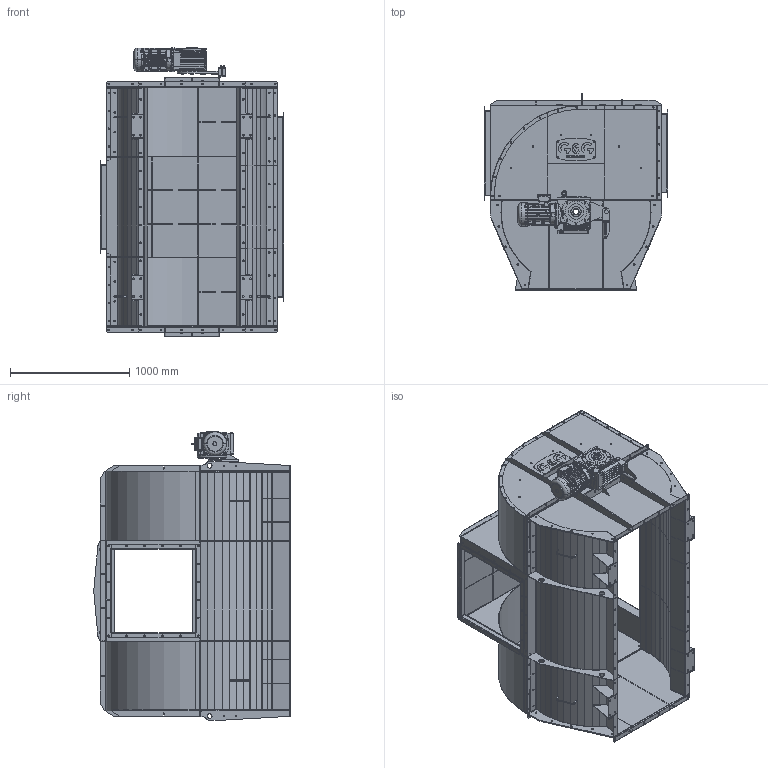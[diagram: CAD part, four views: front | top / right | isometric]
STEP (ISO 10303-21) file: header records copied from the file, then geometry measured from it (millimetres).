
FILE_DESCRIPTION (( 'STEP AP203' ), '1' );
FILE_NAME ('RS0013.STEP', '2023-11-23T15:49:21', ( '' ), ( '' ), 'SwSTEP 2.0', 'SolidWorks 2022', '' );
FILE_SCHEMA (( 'CONFIG_CONTROL_DESIGN' ));
Length unit declared in the file: millimetre
Products named in the file (51): RS-S152-03 - STRIP_Výchozí; SK32100AZD-100LPTF (1)_Výchozí; RS-S146-08 - COVER-MIRR_Výchozí; RS-S042-02 FLANGE_Výchozí; RU-D001-93 - PLACKA LOGO XM_NEREZ; RS-S146-10 - STRIP_Výchozí; RS-S148-03 - STRIP_Výchozí; PIN TIGHT - PT_14h9 x 9 L140 (D44-D49,9); RS-S040-02 REINFORCEMENT_Výchozí; RS-S148-01 - COVER_Výchozí; RS-S149-01 - COVER_Výchozí; CV-S004-02 - HANDLE RO_Výchozí; RS-S146-00 - WLDM COVER; SK32100AZD-100LPTF_Výchozí; RS-S040-03 BEARING SUPPORT_Výchozí; RS-S152-01 - SIDE_Výchozí; RS-S149-00 - WLDM SIDE COVER_Výchozí; RS-S148-04 - STRIP_Výchozí; RS-S151-01 - SIDE_Výchozí; RS-S147-03 - COVER_Výchozí; RS-M002-14 - ASSY COVER; SK32100AZD-100LPTF (2)_Výchozí; RS-S147-00 - WLDM COVER; RS-S040-05 REINFORCEMENT_Výchozí; RS-S146-01 - COVER_Výchozí; RS-S148-00 - WLDM SIDE COVER_Výchozí; RS-S146-12 - STRIP_Výchozí; RS-S146-02 - COVER_Výchozí; RS-S146-13 - STRIP_Výchozí; RS-S146-09 - STRIP_Výchozí; RSGG-125-20_Výchozí; BOLT JOINT - B+W-W+N_M16x70-X40-W; RS-S040-01 FRONT_Výchozí; RS-S103-00 - WLDM ANCHOR 125_Výchozí; RS-S152-00 - WLDM SIDE; RS-S146-05 - FLANGE_Výchozí; RS-S103-02 - STRIP_Výchozí; RS-S103-01 - ANGLE_Výchozí; RS-S146-04 - COVER_Výchozí; RS-S147-10 - FLANGE_Výchozí ...
Assembly tree (83 placements, depth 5):
  RS0013
    RSGG-125-20_Výchozí
      RS-S152-00 - WLDM SIDE
        RS-S152-01 - SIDE_Výchozí
        RS-S042-02 FLANGE_Výchozí  x2
        CV-S004-02 - HANDLE RO_Výchozí  x2
        RS-S152-03 - STRIP_Výchozí  x4
        RS-S152-04 - SUPPORT_Výchozí  x2
      RS-S151-00 - WLDM SIDE
        RS-S151-01 - SIDE_Výchozí
        RS-S042-02 FLANGE_Výchozí  x2
        CV-S004-02 - HANDLE RO_Výchozí  x2
        RS-S152-03 - STRIP_Výchozí  x4
        RS-S152-04 - SUPPORT_Výchozí  x2
      RS-S040-00 WLDM FRONT  x2
        RS-S040-01 FRONT_Výchozí
        RS-S040-02 REINFORCEMENT_Výchozí
        RS-S040-03 BEARING SUPPORT_Výchozí
        RS-S040-05 REINFORCEMENT_Výchozí
        NUT WELD - NW_M8
      RS-M002-14 - ASSY COVER
        RS-S146-00 - WLDM COVER
          RS-S146-01 - COVER_Výchozí
          RS-S146-02 - COVER_Výchozí  x2
          RS-S146-03 - FLANGE_Výchozí  x2
          RS-S146-04 - COVER_Výchozí
          RS-S146-05 - FLANGE_Výchozí  x2
          RS-S146-06 - FLANGE_Výchozí  x2
          RS-S146-08 - COVER-MIRR_Výchozí
          RS-S146-09 - STRIP_Výchozí
          RS-S146-12 - STRIP_Výchozí
          RS-S146-10 - STRIP_Výchozí  x4
          RS-S146-11 - STRIP_Výchozí
          RS-S146-13 - STRIP_Výchozí  x2
        RS-S147-00 - WLDM COVER
          RS-S147-03 - COVER_Výchozí
          RS-S147-10 - FLANGE_Výchozí  x2
          RS-S147-11 - FLANGE_Výchozí  x2
        RS-S148-00 - WLDM SIDE COVER_Výchozí
          RS-S148-01 - COVER_Výchozí
          RS-S148-02 - STRIP_Výchozí
          RS-S148-03 - STRIP_Výchozí
          RS-S148-04 - STRIP_Výchozí
        RS-S149-00 - WLDM SIDE COVER_Výchozí
          RS-S149-01 - COVER_Výchozí
          RS-S148-02 - STRIP_Výchozí
          RS-S148-03 - STRIP_Výchozí
          RS-S148-04 - STRIP_Výchozí
      RS-S103-00 - WLDM ANCHOR 125_Výchozí
        RS-S103-01 - ANGLE_Výchozí
        RS-S103-02 - STRIP_Výchozí
        RS-S103-03 - STRIP_Výchozí
      RU-D001-93 - PLACKA LOGO XM_NEREZ  x2
      BOLT JOINT - B+W-W+N_M16x70-X40-W
      SK32100AZD-100LPTF_Výchozí
        SK32100AZD-100LPTF (1)_Výchozí
        SK32100AZD-100LPTF (2)_Výchozí
      PIN TIGHT - PT_14h9 x 9 L140 (D44-D49,9)
Bounding box: 1533.9 x 1644.91 x 2415.86 mm (x, y, z)
Volume: 69680470.3 mm3; surface area: 32767896.4 mm2
Topology: 84 solids, 107 shells, 5071 faces, 13457 edges, 8634 vertices
Faces by surface type: plane 2751, cylinder 1694, cone 439, bspline 99, torus 86, sphere 2
Entity records: 140361 total; most frequent: CARTESIAN_POINT 31194, ORIENTED_EDGE 21616, DIRECTION 21488, EDGE_CURVE 10808, AXIS2_PLACEMENT_3D 7648, VERTEX_POINT 6934, LINE 6192, VECTOR 6192
